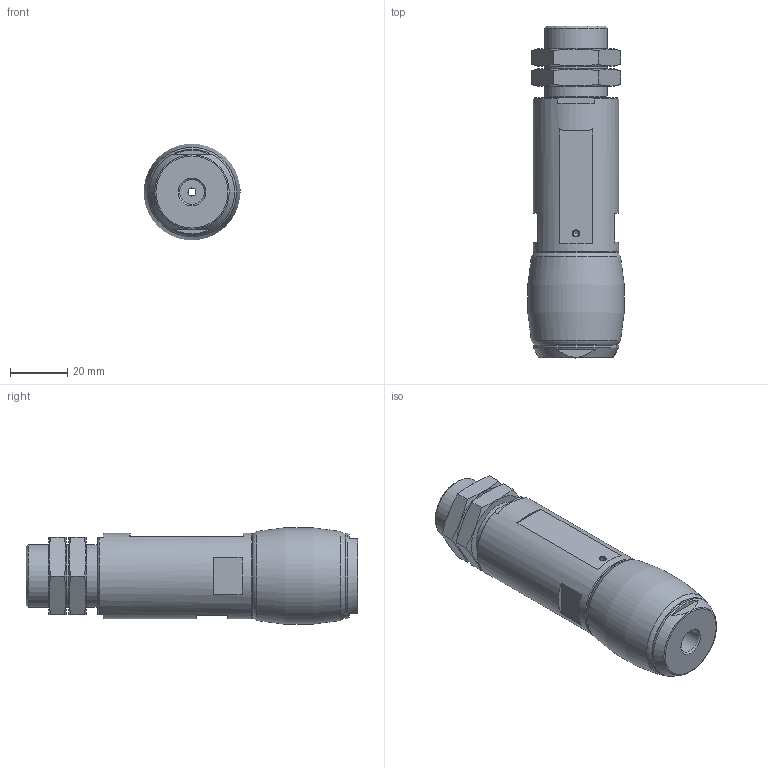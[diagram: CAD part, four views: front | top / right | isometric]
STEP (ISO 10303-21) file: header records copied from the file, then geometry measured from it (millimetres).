
FILE_DESCRIPTION(/* description */ ('STEP AP214'),/* implementation_level */ '2;1');
FILE_NAME(/* name */ '1320838_DHEB-33-E-U-E-P',/* time_stamp */ '2024-08-19T16:50:28+02:00',/* author */ ('License CC BY-ND 4.0'),/* organization */ ('CADENAS'),/* preprocessor_version */ 'ST-DEVELOPER v19.3',/* originating_system */ 'PARTsolutions',/* authorisation */ ' ');
FILE_SCHEMA (('INTEGRATED_CNC_SCHEMA','AP242_MANAGED_MODEL_BASED_3D_ENGINEERING_MIM_LF { 1 0 10303 442 3 1 4 }','AUTOMOTIVE_DESIGN {1 0 10303 214 3 1 1}'));
Length unit declared in the file: millimetre
Products named in the file (5): 1320838 DHEB-33-E-U-E-P---(AUS); 1325118 DHEB-33-E-U-E-P; 1322617 DHEB-33-E-U-E-P---(AUS); 1448950 DHAS-GB-B14-33-S---(MOD-AUS-U); 337143 VAL-1/8-10 M22X1.5-6-27
Assembly tree (5 placements, depth 2):
  1320838 DHEB-33-E-U-E-P---(AUS)
    1325118 DHEB-33-E-U-E-P
    1322617 DHEB-33-E-U-E-P---(AUS)
    1448950 DHAS-GB-B14-33-S---(MOD-AUS-U)
    337143 VAL-1/8-10 M22X1.5-6-27  x2
Bounding box: 33.66 x 116 x 33.67 mm (x, y, z)
Volume: 69464.6 mm3; surface area: 28718.6 mm2
Topology: 5 solids, 5 shells, 101 faces, 220 edges, 140 vertices
Faces by surface type: plane 54, cylinder 22, cone 18, torus 7
Full cylindrical faces by diameter (mm): 1.5 x1, 2.013 x1, 2.8 x1, 4.134 x1, 5 x2, 7 x2, 8.566 x2, 15 x3, 17 x2, 20.376 x2, 22 x1, 25 x2, 29.8 x1, 30 x1
Entity records: 2283 total; most frequent: CARTESIAN_POINT 448, DIRECTION 371, ORIENTED_EDGE 266, AXIS2_PLACEMENT_3D 169, FACE_BOUND 156, EDGE_LOOP 155, EDGE_CURVE 133, VERTEX_POINT 109
